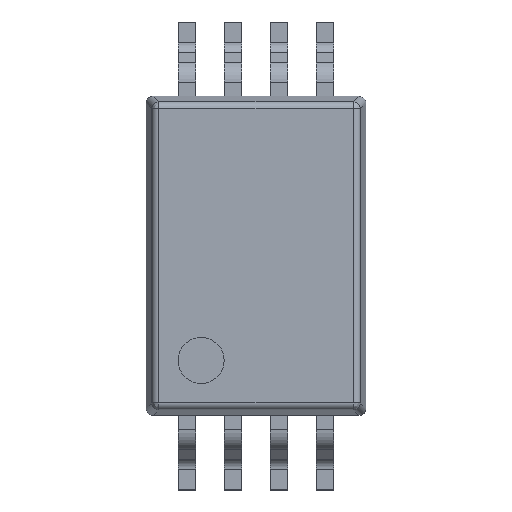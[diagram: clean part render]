
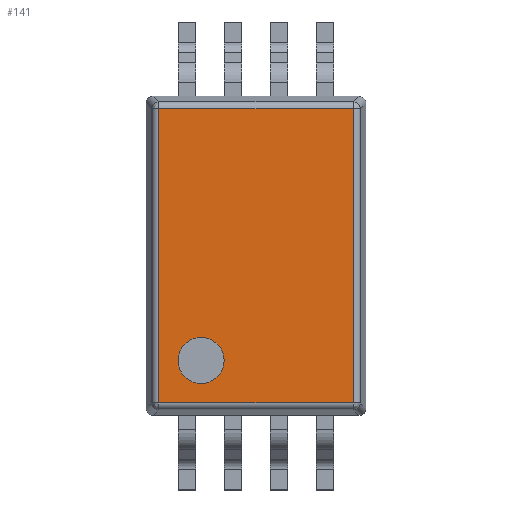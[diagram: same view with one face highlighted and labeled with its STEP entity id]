
A CAD part, top view. The second image highlights one B-rep face of the part: STEP entity #141.
In plain terms, the highlighted planar face has unit normal (0, 0, 1).
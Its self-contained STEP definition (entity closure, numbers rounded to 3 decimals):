
#141=ADVANCED_FACE('',(#1593,#1595),#1597,.T.);
#1593=FACE_BOUND('',#1594,.T.);
#1594=EDGE_LOOP('',(#2833,#2834,#2835,#2836));
#1595=FACE_BOUND('',#1596,.T.);
#1596=EDGE_LOOP('',(#2837));
#1597=PLANE('',#1598);
#1598=AXIS2_PLACEMENT_3D('',#1599,#1600,#1601);
#1599=CARTESIAN_POINT('',(0.,0.,1.2));
#1600=DIRECTION('',(0.,0.,1.));
#1601=DIRECTION('',(1.,0.,0.));
#2833=ORIENTED_EDGE('',*,*,#3637,.T.);
#2834=ORIENTED_EDGE('',*,*,#3638,.T.);
#2835=ORIENTED_EDGE('',*,*,#3639,.T.);
#2836=ORIENTED_EDGE('',*,*,#3640,.T.);
#2837=ORIENTED_EDGE('',*,*,#3641,.T.);
#3637=EDGE_CURVE('',#4055,#4056,#4057,.T.);
#3638=EDGE_CURVE('',#4056,#4058,#4059,.T.);
#3639=EDGE_CURVE('',#4058,#4060,#4061,.T.);
#3640=EDGE_CURVE('',#4060,#4055,#4062,.T.);
#3641=EDGE_CURVE('',#4063,#4063,#4064,.F.);
#4055=VERTEX_POINT('',#4803);
#4056=VERTEX_POINT('',#4804);
#4057=LINE('',#4805,#4806);
#4058=VERTEX_POINT('',#4808);
#4059=LINE('',#4809,#4810);
#4060=VERTEX_POINT('',#4812);
#4061=LINE('',#4813,#4814);
#4062=LINE('',#4816,#4817);
#4063=VERTEX_POINT('',#4819);
#4064=CIRCLE('',#4820,0.325);
#4803=CARTESIAN_POINT('',(1.373,-2.073,1.2));
#4804=CARTESIAN_POINT('',(1.373,2.073,1.2));
#4805=CARTESIAN_POINT('',(1.373,-2.073,1.2));
#4806=VECTOR('',#4807,1.);
#4807=DIRECTION('',(0.,1.,0.));
#4808=CARTESIAN_POINT('',(-1.373,2.073,1.2));
#4809=CARTESIAN_POINT('',(1.373,2.073,1.2));
#4810=VECTOR('',#4811,1.);
#4811=DIRECTION('',(-1.,0.,0.));
#4812=CARTESIAN_POINT('',(-1.373,-2.073,1.2));
#4813=CARTESIAN_POINT('',(-1.373,2.073,1.2));
#4814=VECTOR('',#4815,1.);
#4815=DIRECTION('',(0.,-1.,0.));
#4816=CARTESIAN_POINT('',(-1.373,-2.073,1.2));
#4817=VECTOR('',#4818,1.);
#4818=DIRECTION('',(1.,0.,0.));
#4819=CARTESIAN_POINT('',(-0.45,-1.475,1.2));
#4820=AXIS2_PLACEMENT_3D('',#4821,#4822,#4823);
#4821=CARTESIAN_POINT('',(-0.775,-1.475,1.2));
#4822=DIRECTION('',(0.,0.,1.));
#4823=DIRECTION('',(1.,0.,0.));
